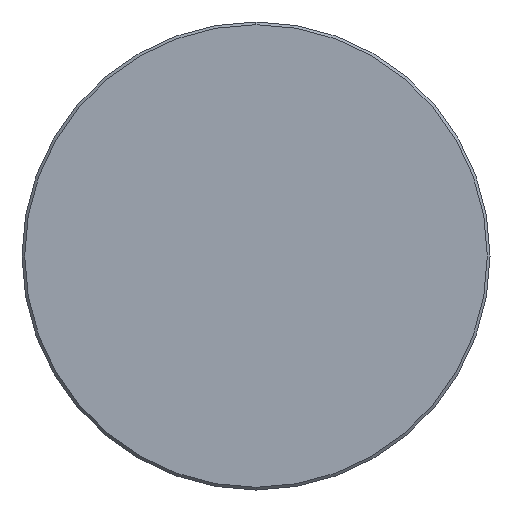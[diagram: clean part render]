
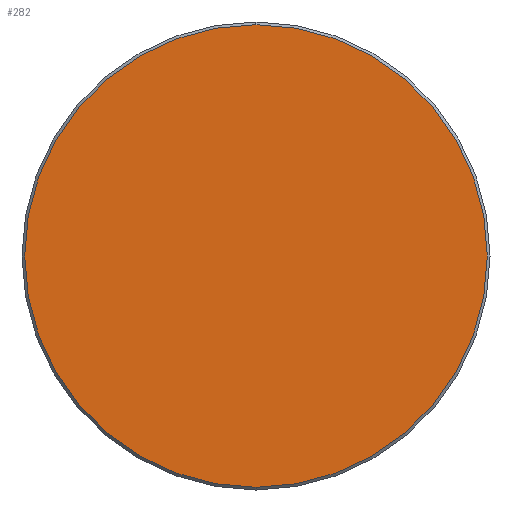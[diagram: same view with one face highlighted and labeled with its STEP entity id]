
A CAD part, left-side view. The second image highlights one B-rep face of the part: STEP entity #282.
In plain terms, the highlighted planar face has unit normal (-1, 0, 0).
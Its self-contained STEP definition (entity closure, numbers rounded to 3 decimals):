
#25 = EDGE_CURVE ( 'NONE', #276, #1405, #1073, .T. ) ;
#34 = CARTESIAN_POINT ( 'NONE',  ( -69.75, 0., 0. ) ) ;
#51 = ORIENTED_EDGE ( 'NONE', *, *, #982, .T. ) ;
#276 = VERTEX_POINT ( 'NONE', #644 ) ;
#282 = ADVANCED_FACE ( 'NONE', ( #329 ), #1179, .F. ) ;
#329 = FACE_OUTER_BOUND ( 'NONE', #1329, .T. ) ;
#523 = AXIS2_PLACEMENT_3D ( 'NONE', #930, #1312, #1441 ) ;
#611 = DIRECTION ( 'NONE',  ( 0., 0., -1. ) ) ;
#644 = CARTESIAN_POINT ( 'NONE',  ( -69.75, 0., -42.5 ) ) ;
#685 = DIRECTION ( 'NONE',  ( -1., 0., 0. ) ) ;
#930 = CARTESIAN_POINT ( 'NONE',  ( -69.75, -43.01, 43.01 ) ) ;
#982 = EDGE_CURVE ( 'NONE', #1405, #276, #1336, .T. ) ;
#1073 = CIRCLE ( 'NONE', #1680, 42.5 ) ;
#1088 = CARTESIAN_POINT ( 'NONE',  ( -69.75, 0., 42.5 ) ) ;
#1179 = PLANE ( 'NONE',  #523 ) ;
#1217 = DIRECTION ( 'NONE',  ( 0., 0., -1. ) ) ;
#1286 = ORIENTED_EDGE ( 'NONE', *, *, #25, .T. ) ;
#1312 = DIRECTION ( 'NONE',  ( 1., 0., 0. ) ) ;
#1329 = EDGE_LOOP ( 'NONE', ( #1286, #51 ) ) ;
#1336 = CIRCLE ( 'NONE', #1661, 42.5 ) ;
#1405 = VERTEX_POINT ( 'NONE', #1088 ) ;
#1441 = DIRECTION ( 'NONE',  ( 0., 0., -1. ) ) ;
#1616 = CARTESIAN_POINT ( 'NONE',  ( -69.75, 0., 0. ) ) ;
#1625 = DIRECTION ( 'NONE',  ( -1., 0., 0. ) ) ;
#1661 = AXIS2_PLACEMENT_3D ( 'NONE', #34, #685, #1217 ) ;
#1680 = AXIS2_PLACEMENT_3D ( 'NONE', #1616, #1625, #611 ) ;
